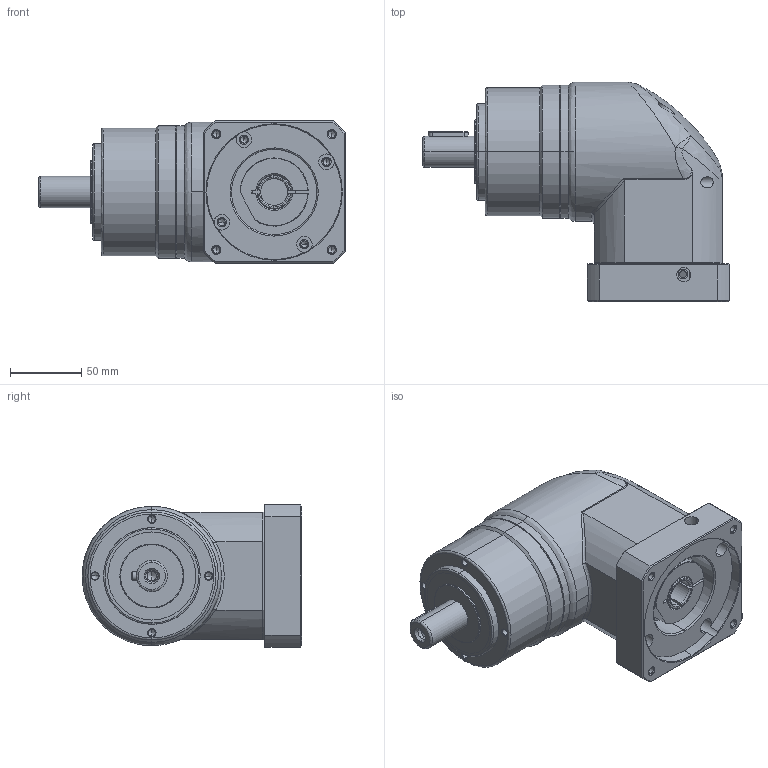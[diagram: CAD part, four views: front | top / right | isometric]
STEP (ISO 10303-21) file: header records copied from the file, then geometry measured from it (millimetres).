
FILE_DESCRIPTION (( 'STEP AP214' ), '1' );
FILE_NAME ('PEL090-L1-19-95-115-M6-M8.STEP', '2024-01-06T06:04:42', ( 'admin' ), ( '' ), 'SwSTEP 2.0', 'SolidWorks 2013', '' );
FILE_SCHEMA (( 'AUTOMOTIVE_DESIGN' ));
Length unit declared in the file: millimetre
Products named in the file (5): PEL090-L1-19-95-115-M6-M8; SDL090-19; SBL090_X2_8F9351658F7495017D2773AF_X0_-19; PE090_X2_8F9351FA7AEF_X0_; SBL090_X2_6CD55170_X0_95-115M6
Assembly tree (4 placements, depth 2):
  PEL090-L1-19-95-115-M6-M8
    SDL090-19
    SBL090_X2_8F9351658F7495017D2773AF_X0_-19
    PE090_X2_8F9351FA7AEF_X0_
    SBL090_X2_6CD55170_X0_95-115M6
Bounding box: 215.6 x 154.5 x 100 mm (x, y, z)
Volume: 1456036.8 mm3; surface area: 166367.5 mm2
Topology: 4 solids, 7 shells, 396 faces, 1009 edges, 615 vertices
Faces by surface type: cylinder 169, cone 99, plane 97, bspline 29, torus 2
Entity records: 19296 total; most frequent: CARTESIAN_POINT 5419, DIRECTION 1985, ORIENTED_EDGE 1926, EDGE_CURVE 963, AXIS2_PLACEMENT_3D 795, VERTEX_POINT 615, EDGE_LOOP 462, CIRCLE 421
